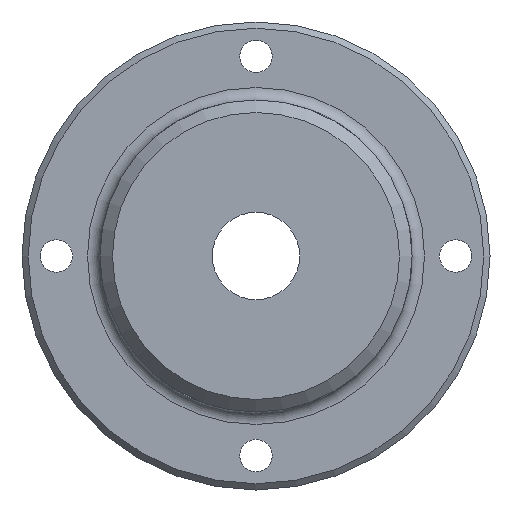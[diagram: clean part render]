
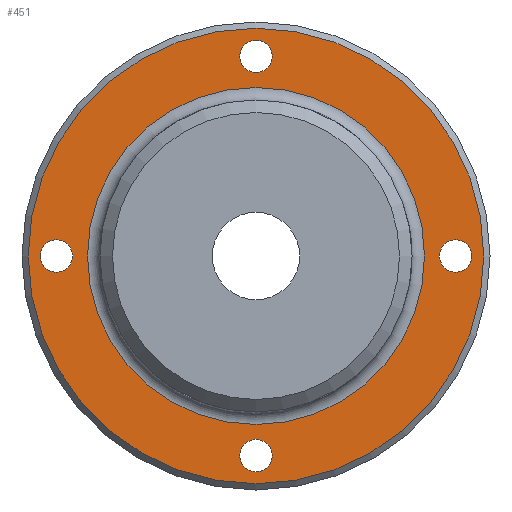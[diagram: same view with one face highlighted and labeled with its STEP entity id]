
A CAD part, left-side view. The second image highlights one B-rep face of the part: STEP entity #451.
In plain terms, the highlighted planar face has unit normal (-1, 0, 0).
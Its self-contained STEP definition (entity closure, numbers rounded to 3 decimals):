
#59=PLANE('',#501);
#66=FACE_BOUND('',#144,.T.);
#67=FACE_BOUND('',#145,.T.);
#68=FACE_BOUND('',#146,.T.);
#69=FACE_BOUND('',#147,.T.);
#70=FACE_BOUND('',#148,.T.);
#114=FACE_OUTER_BOUND('',#143,.T.);
#143=EDGE_LOOP('',(#347));
#144=EDGE_LOOP('',(#348));
#145=EDGE_LOOP('',(#349));
#146=EDGE_LOOP('',(#350));
#147=EDGE_LOOP('',(#351));
#148=EDGE_LOOP('',(#352));
#217=CIRCLE('',#499,36.5);
#219=CIRCLE('',#502,27.);
#220=CIRCLE('',#503,2.6);
#221=CIRCLE('',#504,2.6);
#222=CIRCLE('',#505,2.6);
#223=CIRCLE('',#506,2.6);
#243=VERTEX_POINT('',#664);
#245=VERTEX_POINT('',#669);
#246=VERTEX_POINT('',#671);
#247=VERTEX_POINT('',#673);
#248=VERTEX_POINT('',#675);
#249=VERTEX_POINT('',#677);
#294=EDGE_CURVE('',#243,#243,#217,.T.);
#296=EDGE_CURVE('',#245,#245,#219,.T.);
#297=EDGE_CURVE('',#246,#246,#220,.T.);
#298=EDGE_CURVE('',#247,#247,#221,.T.);
#299=EDGE_CURVE('',#248,#248,#222,.T.);
#300=EDGE_CURVE('',#249,#249,#223,.T.);
#347=ORIENTED_EDGE('',*,*,#294,.F.);
#348=ORIENTED_EDGE('',*,*,#296,.F.);
#349=ORIENTED_EDGE('',*,*,#297,.T.);
#350=ORIENTED_EDGE('',*,*,#298,.T.);
#351=ORIENTED_EDGE('',*,*,#299,.T.);
#352=ORIENTED_EDGE('',*,*,#300,.T.);
#451=ADVANCED_FACE('',(#114,#66,#67,#68,#69,#70),#59,.T.);
#499=AXIS2_PLACEMENT_3D('',#665,#556,#557);
#501=AXIS2_PLACEMENT_3D('',#668,#560,#561);
#502=AXIS2_PLACEMENT_3D('',#670,#562,#563);
#503=AXIS2_PLACEMENT_3D('',#672,#564,#565);
#504=AXIS2_PLACEMENT_3D('',#674,#566,#567);
#505=AXIS2_PLACEMENT_3D('',#676,#568,#569);
#506=AXIS2_PLACEMENT_3D('',#678,#570,#571);
#556=DIRECTION('center_axis',(1.,0.,0.));
#557=DIRECTION('ref_axis',(0.,-1.,0.));
#560=DIRECTION('center_axis',(-1.,0.,0.));
#561=DIRECTION('ref_axis',(0.,0.,1.));
#562=DIRECTION('center_axis',(-1.,0.,0.));
#563=DIRECTION('ref_axis',(0.,-1.,0.));
#564=DIRECTION('center_axis',(1.,0.,0.));
#565=DIRECTION('ref_axis',(0.,1.,0.));
#566=DIRECTION('center_axis',(1.,0.,0.));
#567=DIRECTION('ref_axis',(0.,0.,-1.));
#568=DIRECTION('center_axis',(1.,0.,0.));
#569=DIRECTION('ref_axis',(0.,-1.,0.));
#570=DIRECTION('center_axis',(1.,0.,0.));
#571=DIRECTION('ref_axis',(0.,0.,1.));
#664=CARTESIAN_POINT('',(55.,36.5,0.));
#665=CARTESIAN_POINT('Origin',(55.,0.,0.));
#668=CARTESIAN_POINT('Origin',(55.,31.25,0.));
#669=CARTESIAN_POINT('',(55.,27.,0.));
#670=CARTESIAN_POINT('Origin',(55.,0.,0.));
#671=CARTESIAN_POINT('',(55.,2.6,-32.));
#672=CARTESIAN_POINT('Origin',(55.,0.,-32.));
#673=CARTESIAN_POINT('',(55.,-32.,-2.6));
#674=CARTESIAN_POINT('Origin',(55.,-32.,0.));
#675=CARTESIAN_POINT('',(55.,-2.6,32.));
#676=CARTESIAN_POINT('Origin',(55.,0.,32.));
#677=CARTESIAN_POINT('',(55.,32.,2.6));
#678=CARTESIAN_POINT('Origin',(55.,32.,0.));
